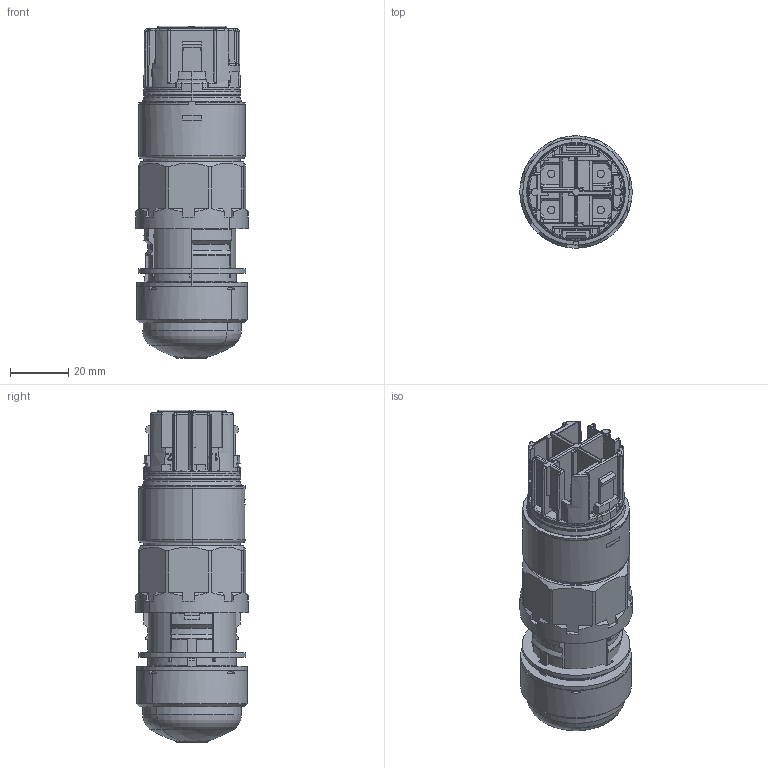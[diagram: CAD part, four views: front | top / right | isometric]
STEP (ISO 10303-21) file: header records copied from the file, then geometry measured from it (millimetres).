
FILE_DESCRIPTION (( 'STEP AP203' ), '1' );
FILE_NAME ('8003-1_2-008-_-__.STEP', '2014-06-17T06:01:54', ( '' ), ( '' ), 'SwSTEP 2.0', 'SolidWorks 2014', '' );
FILE_SCHEMA (( 'CONFIG_CONTROL_DESIGN' ));
Length unit declared in the file: millimetre
Products named in the file (17): 375_621_0; 86_029_19_80_0; 86_029_05_24_6; 375_621a0; 80_009_03_95_0; 375_621b0; 8003-1_2-008-_-__; 375_621c0; 80_039_02_51_0; 375_621d0; 80_139_02_51_0; 375_621e0; 80_139_01_66_0_ohne Dichtung; 375_621f0; 80_139_01_66_0_Dichtung_angepasst; 375_621g0; 80_139_01_66_0
Assembly tree (18 placements, depth 3):
  8003-1_2-008-_-__
    80_039_02_51_0
    80_139_02_51_0
    80_139_01_66_0
      80_139_01_66_0_ohne Dichtung
      80_139_01_66_0_Dichtung_angepasst
    86_029_19_80_0
    375_621_0
      375_621a0
      375_621b0
      375_621c0  x3
      375_621d0
      375_621e0
      375_621f0
      375_621g0
    86_029_05_24_6
    80_009_03_95_0
Bounding box: 38.49 x 38.49 x 113.85 mm (x, y, z)
Volume: 48471.3 mm3; surface area: 60681.6 mm2
Topology: 16 solids, 16 shells, 2849 faces, 8001 edges, 5187 vertices
Faces by surface type: plane 1534, cylinder 711, cone 274, bspline 194, torus 116, sphere 20
Entity records: 104265 total; most frequent: CARTESIAN_POINT 32692, ORIENTED_EDGE 15446, DIRECTION 13738, EDGE_CURVE 7723, VERTEX_POINT 5011, AXIS2_PLACEMENT_3D 4789, LINE 4160, VECTOR 4160
